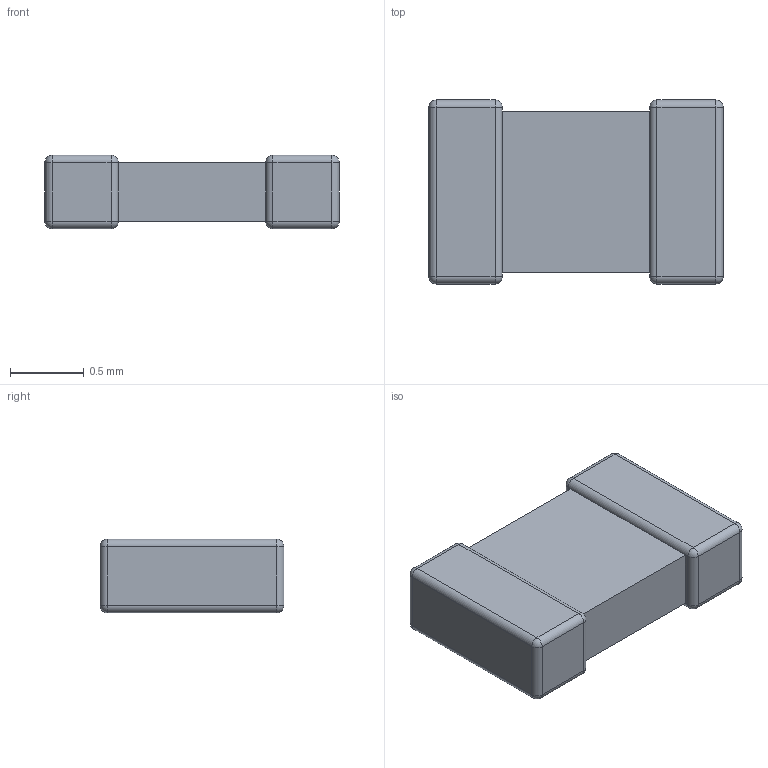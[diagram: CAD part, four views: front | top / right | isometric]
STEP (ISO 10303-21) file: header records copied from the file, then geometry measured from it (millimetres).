
FILE_DESCRIPTION (( 'STEP AP214' ), '1' );
FILE_NAME ('CC0805.STEP', '2011-07-12T08:41:33', ( '·L?¥Î?' ), ( '·L?¤¤?' ), 'SwSTEP 2.0', 'SolidWorks 2005204', '' );
FILE_SCHEMA (( 'AUTOMOTIVE_DESIGN' ));
Length unit declared in the file: millimetre
Products named in the file (1): CC0805
Bounding box: 2 x 1.25 x 0.5 mm (x, y, z)
Volume: 1.1 mm3; surface area: 7.7 mm2
Topology: 1 solids, 1 shells, 58 faces, 128 edges, 56 vertices
Faces by surface type: cylinder 24, plane 18, sphere 16
Entity records: 1637 total; most frequent: DIRECTION 278, CARTESIAN_POINT 227, ORIENTED_EDGE 224, EDGE_CURVE 112, AXIS2_PLACEMENT_3D 107, VECTOR 64, LINE 64, EDGE_LOOP 58
